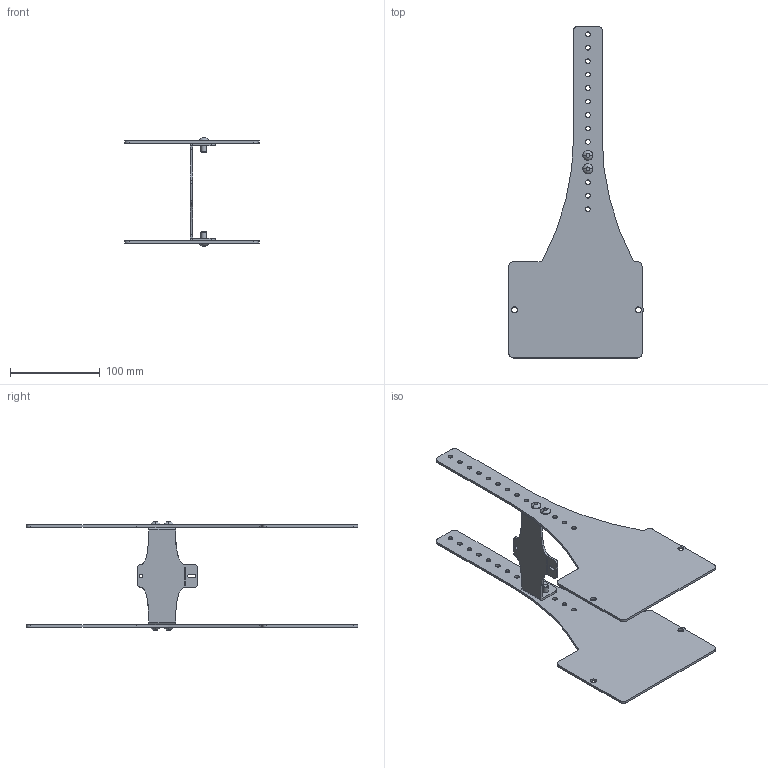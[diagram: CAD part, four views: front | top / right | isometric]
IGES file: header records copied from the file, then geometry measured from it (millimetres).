
Start section:  PTC IGES file: 156627.igs
Global section: file name: 156627.igs; native system: Pro/ENGINEER by Parametric Technology Corporation; preprocessor: 2009141; author: banengservice; organization: Unknown; date: 20110406.114550; units: inch
Bounding box: 149.81 x 370 x 120.76 mm (x, y, z)
Volume: 161015.2 mm3; surface area: 127096.8 mm2
Topology: 1 solids, 1 shells, 546 faces, 1514 edges, 1000 vertices
Faces by surface type: bspline 412, revolution 134
